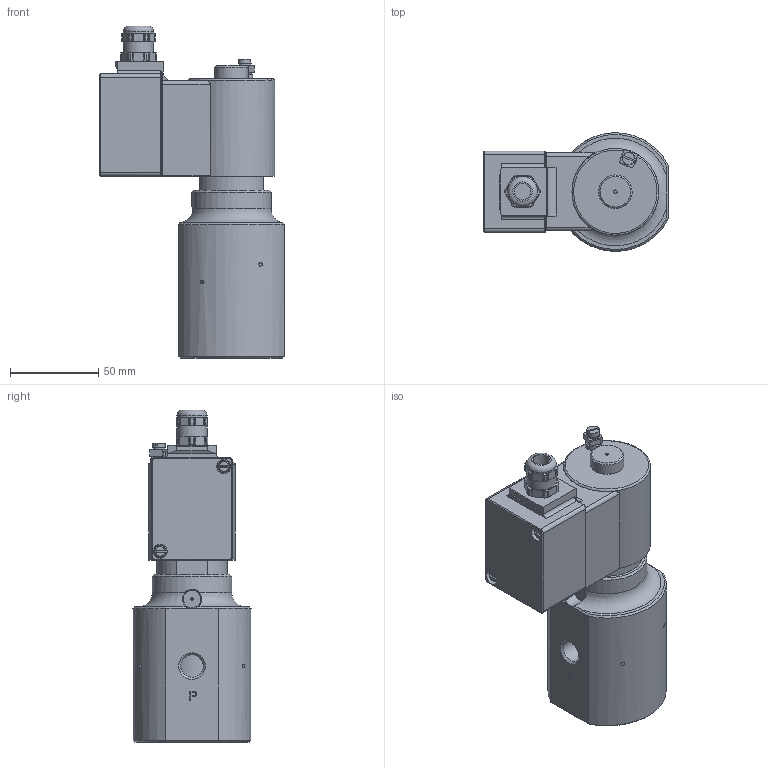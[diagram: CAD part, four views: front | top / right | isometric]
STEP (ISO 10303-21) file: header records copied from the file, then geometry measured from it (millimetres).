
FILE_DESCRIPTION(/* description */ ('3D-Modell'),/* implementation_level */ '2;1');
FILE_NAME(/* name */ '050.002346_3-071-B8-1315-.808-TT-1W.stp',/* time_stamp */ '2022-10-27T12:15:21+02:00',/* author */ ('CBeuthner'),/* organization */ (''),/* preprocessor_version */ 'ST-DEVELOPER v16.1',/* originating_system */ 'Autodesk Inventor 2016',/* authorisation */ '');
FILE_SCHEMA (('AUTOMOTIVE_DESIGN { 1 0 10303 214 3 1 1 }'));
Length unit declared in the file: millimetre
Products named in the file (1): 88-005720
Bounding box: 104.6 x 66.98 x 188 mm (x, y, z)
Volume: 544554.1 mm3; surface area: 61911.4 mm2
Topology: 2 solids, 13 shells, 537 faces, 1332 edges, 838 vertices
Faces by surface type: plane 241, cylinder 170, cone 52, torus 49, bspline 22, sphere 3
Full cylindrical faces by diameter (mm): 1 x1, 1.5 x1, 2 x5, 3.242 x1, 4.2 x1, 4.5 x1, 4.9 x1, 4.917 x2, 6 x1, 7 x1, 7.1 x1, 8 x2, 9 x1, 9.5 x1, 10 x2, 12.751 x2, 14 x1, 14.376 x1, 17 x3, 19 x1, 28.058 x1, 32.4 x1, 32.917 x1, 38 x1, 40 x1, 44.5 x1, 45 x1, 49.2 x1
Entity records: 17674 total; most frequent: CARTESIAN_POINT 5184, ORIENTED_EDGE 2484, DIRECTION 2372, EDGE_CURVE 1240, AXIS2_PLACEMENT_3D 910, VERTEX_POINT 811, EDGE_LOOP 639, LINE 552
